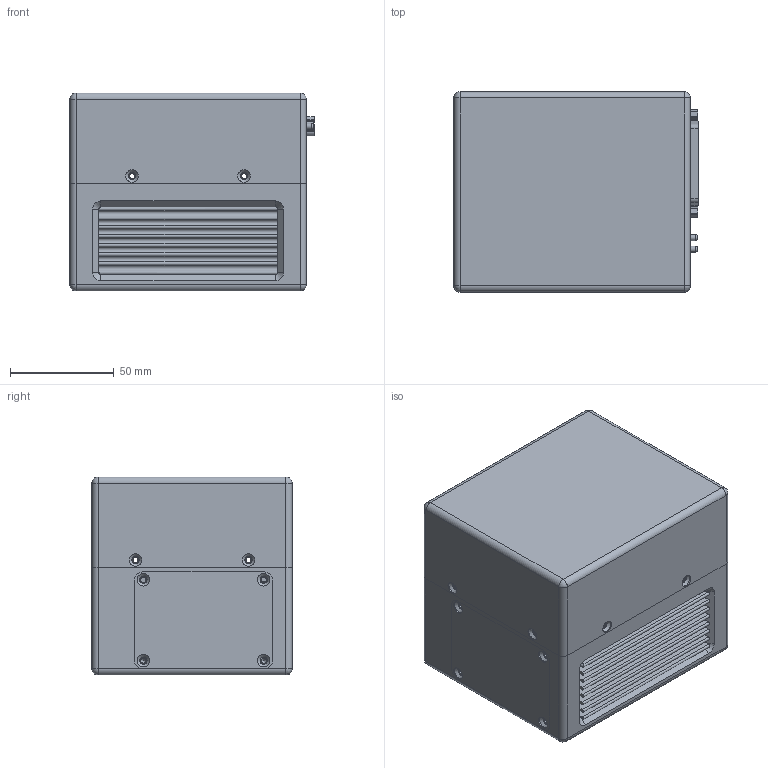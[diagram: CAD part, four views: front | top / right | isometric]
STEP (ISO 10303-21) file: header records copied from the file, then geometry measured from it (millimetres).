
FILE_DESCRIPTION (( 'STEP AP203' ), '1' );
FILE_NAME ('PROSCANII(X)10A1.STEP', '2021-03-18T03:14:50', ( 'Windows 蚚誧' ), ( '' ), 'SwSTEP 2.0', 'SolidWorks 2016', '' );
FILE_SCHEMA (( 'CONFIG_CONTROL_DESIGN' ));
Length unit declared in the file: millimetre
Products named in the file (1): PROSCANII(X)10A1
Bounding box: 117.8 x 96.5 x 95.4 mm (x, y, z)
Volume: 258779.1 mm3; surface area: 150777.3 mm2
Topology: 9 solids, 9 shells, 508 faces, 1342 edges, 855 vertices
Faces by surface type: cylinder 250, plane 197, cone 35, bspline 16, sphere 8, torus 2
Full cylindrical faces by diameter (mm): 1.3 x25, 2.4 x4, 2.5 x12, 2.658 x2, 2.9 x2, 3.05 x2, 3.2 x2, 3.3 x4, 3.352 x2, 3.5 x12, 3.8 x2, 4 x4, 4.2 x4, 6 x14, 14 x1, 51 x1, 79 x1
Entity records: 15658 total; most frequent: CARTESIAN_POINT 3097, DIRECTION 2679, ORIENTED_EDGE 2372, EDGE_CURVE 1186, AXIS2_PLACEMENT_3D 1024, VERTEX_POINT 826, EDGE_LOOP 778, LINE 631
